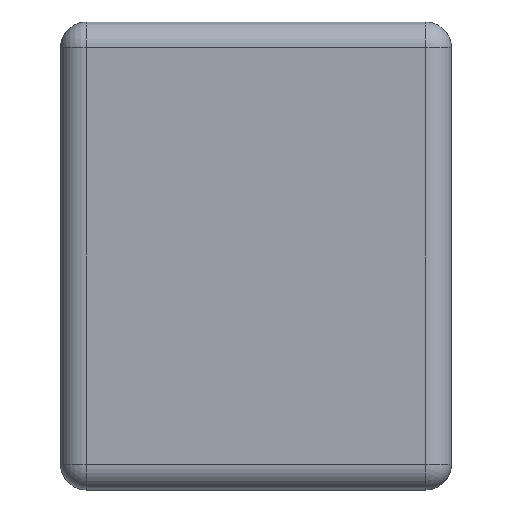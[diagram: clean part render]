
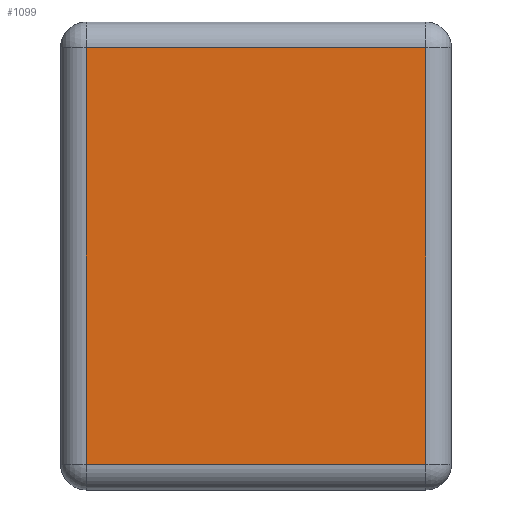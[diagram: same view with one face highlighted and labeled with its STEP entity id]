
A CAD part, left-side view. The second image highlights one B-rep face of the part: STEP entity #1099.
In plain terms, the highlighted planar face has unit normal (-1, 0, 0).
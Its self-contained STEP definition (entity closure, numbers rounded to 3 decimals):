
#46 = EDGE_LOOP ( 'NONE', ( #1873, #255, #1543, #533 ) ) ;
#129 = VERTEX_POINT ( 'NONE', #212 ) ;
#147 = VECTOR ( 'NONE', #1615, 1000. ) ;
#212 = CARTESIAN_POINT ( 'NONE',  ( -0.76, 0.33, 0.05 ) ) ;
#231 = CARTESIAN_POINT ( 'NONE',  ( -0.76, -0.38, 0.05 ) ) ;
#255 = ORIENTED_EDGE ( 'NONE', *, *, #1729, .T. ) ;
#268 = CARTESIAN_POINT ( 'NONE',  ( -0.76, 0.33, 0.91 ) ) ;
#351 = EDGE_CURVE ( 'NONE', #1856, #129, #1013, .T. ) ;
#467 = VECTOR ( 'NONE', #1885, 1000. ) ;
#480 = DIRECTION ( 'NONE',  ( 0., 0., 1. ) ) ;
#501 = PLANE ( 'NONE',  #1818 ) ;
#533 = ORIENTED_EDGE ( 'NONE', *, *, #1426, .T. ) ;
#547 = VERTEX_POINT ( 'NONE', #845 ) ;
#564 = DIRECTION ( 'NONE',  ( 1., 0., 0. ) ) ;
#650 = FACE_OUTER_BOUND ( 'NONE', #46, .T. ) ;
#668 = VECTOR ( 'NONE', #1934, 1000. ) ;
#691 = CARTESIAN_POINT ( 'NONE',  ( -0.76, -0.38, 0.86 ) ) ;
#768 = LINE ( 'NONE', #1609, #899 ) ;
#845 = CARTESIAN_POINT ( 'NONE',  ( -0.76, -0.33, 0.05 ) ) ;
#846 = VERTEX_POINT ( 'NONE', #1839 ) ;
#899 = VECTOR ( 'NONE', #480, 1000. ) ;
#1013 = LINE ( 'NONE', #268, #668 ) ;
#1099 = ADVANCED_FACE ( 'NONE', ( #650 ), #501, .F. ) ;
#1142 = CARTESIAN_POINT ( 'NONE',  ( -0.76, -0.38, 0.91 ) ) ;
#1156 = CARTESIAN_POINT ( 'NONE',  ( -0.76, 0.33, 0.86 ) ) ;
#1217 = EDGE_CURVE ( 'NONE', #547, #846, #768, .T. ) ;
#1426 = EDGE_CURVE ( 'NONE', #846, #1856, #1776, .T. ) ;
#1543 = ORIENTED_EDGE ( 'NONE', *, *, #1217, .T. ) ;
#1609 = CARTESIAN_POINT ( 'NONE',  ( -0.76, -0.33, 0.91 ) ) ;
#1615 = DIRECTION ( 'NONE',  ( 0., 1., 0. ) ) ;
#1729 = EDGE_CURVE ( 'NONE', #129, #547, #1895, .T. ) ;
#1735 = DIRECTION ( 'NONE',  ( 0., 0., -1. ) ) ;
#1776 = LINE ( 'NONE', #691, #147 ) ;
#1818 = AXIS2_PLACEMENT_3D ( 'NONE', #1142, #564, #1735 ) ;
#1839 = CARTESIAN_POINT ( 'NONE',  ( -0.76, -0.33, 0.86 ) ) ;
#1856 = VERTEX_POINT ( 'NONE', #1156 ) ;
#1873 = ORIENTED_EDGE ( 'NONE', *, *, #351, .T. ) ;
#1885 = DIRECTION ( 'NONE',  ( 0., -1., 0. ) ) ;
#1895 = LINE ( 'NONE', #231, #467 ) ;
#1934 = DIRECTION ( 'NONE',  ( 0., 0., -1. ) ) ;
